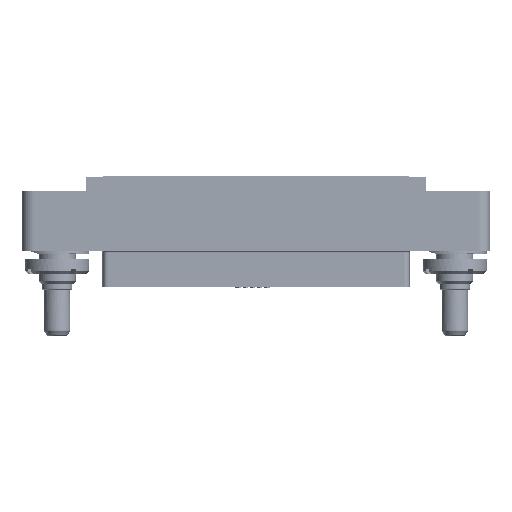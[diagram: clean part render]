
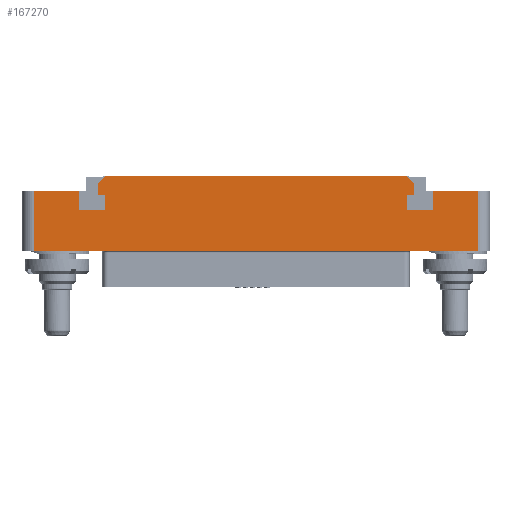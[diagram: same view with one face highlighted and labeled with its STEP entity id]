
A CAD part, top view. The second image highlights one B-rep face of the part: STEP entity #167270.
In plain terms, the highlighted planar face has unit normal (0, 0, 1).
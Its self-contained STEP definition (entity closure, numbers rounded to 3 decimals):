
#1=DIRECTION('',(-1.,0.,0.));
#2=VECTOR('',#1,76.);
#3=CARTESIAN_POINT('',(38.,0.,7.));
#4=LINE('',#3,#2);
#5=DIRECTION('',(1.,0.,0.));
#6=VECTOR('',#5,7.8);
#7=CARTESIAN_POINT('',(-38.,10.25,7.));
#8=LINE('',#7,#6);
#9=DIRECTION('',(0.,-1.,0.));
#10=VECTOR('',#9,3.2);
#11=CARTESIAN_POINT('',(-30.2,10.25,7.));
#12=LINE('',#11,#10);
#13=DIRECTION('',(1.,0.,0.));
#14=VECTOR('',#13,4.4);
#15=CARTESIAN_POINT('',(-30.2,7.05,7.));
#16=LINE('',#15,#14);
#17=DIRECTION('',(0.,1.,0.));
#18=VECTOR('',#17,2.6);
#19=CARTESIAN_POINT('',(-25.8,7.05,7.));
#20=LINE('',#19,#18);
#21=DIRECTION('',(-1.,0.,0.));
#22=VECTOR('',#21,1.2);
#23=CARTESIAN_POINT('',(-25.8,9.65,7.));
#24=LINE('',#23,#22);
#25=DIRECTION('',(0.,-1.,0.));
#26=VECTOR('',#25,1.9);
#27=CARTESIAN_POINT('',(-27.,11.55,7.));
#28=LINE('',#27,#26);
#29=DIRECTION('',(1.,0.,0.));
#30=VECTOR('',#29,51.6);
#31=CARTESIAN_POINT('',(-25.8,12.75,7.));
#32=LINE('',#31,#30);
#33=DIRECTION('',(0.,-1.,0.));
#34=VECTOR('',#33,1.9);
#35=CARTESIAN_POINT('',(27.,11.55,7.));
#36=LINE('',#35,#34);
#37=DIRECTION('',(-1.,0.,0.));
#38=VECTOR('',#37,1.2);
#39=CARTESIAN_POINT('',(27.,9.65,7.));
#40=LINE('',#39,#38);
#41=DIRECTION('',(0.,-1.,0.));
#42=VECTOR('',#41,2.6);
#43=CARTESIAN_POINT('',(25.8,9.65,7.));
#44=LINE('',#43,#42);
#45=DIRECTION('',(1.,0.,0.));
#46=VECTOR('',#45,4.4);
#47=CARTESIAN_POINT('',(25.8,7.05,7.));
#48=LINE('',#47,#46);
#49=DIRECTION('',(0.,1.,0.));
#50=VECTOR('',#49,3.2);
#51=CARTESIAN_POINT('',(30.2,7.05,7.));
#52=LINE('',#51,#50);
#53=DIRECTION('',(1.,0.,0.));
#54=VECTOR('',#53,7.8);
#55=CARTESIAN_POINT('',(30.2,10.25,7.));
#56=LINE('',#55,#54);
#57=DIRECTION('',(0.,1.,0.));
#58=VECTOR('',#57,10.25);
#59=CARTESIAN_POINT('',(38.,0.,7.));
#60=LINE('',#59,#58);
#357=DIRECTION('',(0.707,-0.707,0.));
#358=VECTOR('',#357,1.697);
#359=CARTESIAN_POINT('',(25.8,12.75,7.));
#360=LINE('',#359,#358);
#405=DIRECTION('',(-0.707,-0.707,0.));
#406=VECTOR('',#405,1.697);
#407=CARTESIAN_POINT('',(-25.8,12.75,7.));
#408=LINE('',#407,#406);
#527=DIRECTION('',(0.,-1.,0.));
#528=VECTOR('',#527,10.25);
#529=CARTESIAN_POINT('',(-38.,10.25,7.));
#530=LINE('',#529,#528);
#144915=CARTESIAN_POINT('',(-30.2,10.25,7.));
#144916=CARTESIAN_POINT('',(-30.2,7.05,7.));
#144917=VERTEX_POINT('',#144915);
#144918=VERTEX_POINT('',#144916);
#144919=CARTESIAN_POINT('',(-25.8,7.05,7.));
#144920=VERTEX_POINT('',#144919);
#144921=CARTESIAN_POINT('',(-25.8,9.65,7.));
#144922=VERTEX_POINT('',#144921);
#144923=CARTESIAN_POINT('',(-27.,9.65,7.));
#144924=VERTEX_POINT('',#144923);
#144925=CARTESIAN_POINT('',(27.,9.65,7.));
#144926=CARTESIAN_POINT('',(25.8,9.65,7.));
#144927=VERTEX_POINT('',#144925);
#144928=VERTEX_POINT('',#144926);
#144929=CARTESIAN_POINT('',(25.8,7.05,7.));
#144930=VERTEX_POINT('',#144929);
#144931=CARTESIAN_POINT('',(30.2,7.05,7.));
#144932=VERTEX_POINT('',#144931);
#144933=CARTESIAN_POINT('',(30.2,10.25,7.));
#144934=VERTEX_POINT('',#144933);
#144939=CARTESIAN_POINT('',(-27.,11.55,7.));
#144941=VERTEX_POINT('',#144939);
#144943=CARTESIAN_POINT('',(-25.8,12.75,7.));
#144944=VERTEX_POINT('',#144943);
#144945=CARTESIAN_POINT('',(27.,11.55,7.));
#144947=VERTEX_POINT('',#144945);
#144949=CARTESIAN_POINT('',(25.8,12.75,7.));
#144950=VERTEX_POINT('',#144949);
#145027=CARTESIAN_POINT('',(38.,0.,7.));
#145028=CARTESIAN_POINT('',(38.,10.25,7.));
#145029=VERTEX_POINT('',#145027);
#145030=VERTEX_POINT('',#145028);
#145035=CARTESIAN_POINT('',(-38.,10.25,7.));
#145036=CARTESIAN_POINT('',(-38.,0.,7.));
#145037=VERTEX_POINT('',#145035);
#145038=VERTEX_POINT('',#145036);
#167227=CARTESIAN_POINT('',(0.,0.,7.));
#167228=DIRECTION('',(0.,0.,-1.));
#167229=DIRECTION('',(-1.,0.,0.));
#167230=AXIS2_PLACEMENT_3D('',#167227,#167228,#167229);
#167231=PLANE('',#167230);
#167233=ORIENTED_EDGE('',*,*,#167232,.F.);
#167235=ORIENTED_EDGE('',*,*,#167234,.T.);
#167237=ORIENTED_EDGE('',*,*,#167236,.F.);
#167239=ORIENTED_EDGE('',*,*,#167238,.T.);
#167241=ORIENTED_EDGE('',*,*,#167240,.T.);
#167243=ORIENTED_EDGE('',*,*,#167242,.T.);
#167245=ORIENTED_EDGE('',*,*,#167244,.T.);
#167247=ORIENTED_EDGE('',*,*,#167246,.T.);
#167249=ORIENTED_EDGE('',*,*,#167248,.F.);
#167251=ORIENTED_EDGE('',*,*,#167250,.F.);
#167253=ORIENTED_EDGE('',*,*,#167252,.T.);
#167255=ORIENTED_EDGE('',*,*,#167254,.T.);
#167257=ORIENTED_EDGE('',*,*,#167256,.T.);
#167259=ORIENTED_EDGE('',*,*,#167258,.T.);
#167261=ORIENTED_EDGE('',*,*,#167260,.T.);
#167263=ORIENTED_EDGE('',*,*,#167262,.T.);
#167265=ORIENTED_EDGE('',*,*,#167264,.T.);
#167267=ORIENTED_EDGE('',*,*,#167266,.T.);
#167268=EDGE_LOOP('',(#167233,#167235,#167237,#167239,#167241,#167243,#167245,
#167247,#167249,#167251,#167253,#167255,#167257,#167259,#167261,#167263,#167265,
#167267));
#167269=FACE_OUTER_BOUND('',#167268,.F.);
#167270=ADVANCED_FACE('',(#167269),#167231,.F.);
#167232=EDGE_CURVE('',#145029,#145030,#60,.T.);
#167234=EDGE_CURVE('',#145029,#145038,#4,.T.);
#167236=EDGE_CURVE('',#145037,#145038,#530,.T.);
#167238=EDGE_CURVE('',#145037,#144917,#8,.T.);
#167240=EDGE_CURVE('',#144917,#144918,#12,.T.);
#167242=EDGE_CURVE('',#144918,#144920,#16,.T.);
#167244=EDGE_CURVE('',#144920,#144922,#20,.T.);
#167246=EDGE_CURVE('',#144922,#144924,#24,.T.);
#167248=EDGE_CURVE('',#144941,#144924,#28,.T.);
#167250=EDGE_CURVE('',#144944,#144941,#408,.T.);
#167252=EDGE_CURVE('',#144944,#144950,#32,.T.);
#167254=EDGE_CURVE('',#144950,#144947,#360,.T.);
#167256=EDGE_CURVE('',#144947,#144927,#36,.T.);
#167258=EDGE_CURVE('',#144927,#144928,#40,.T.);
#167260=EDGE_CURVE('',#144928,#144930,#44,.T.);
#167262=EDGE_CURVE('',#144930,#144932,#48,.T.);
#167264=EDGE_CURVE('',#144932,#144934,#52,.T.);
#167266=EDGE_CURVE('',#144934,#145030,#56,.T.);
